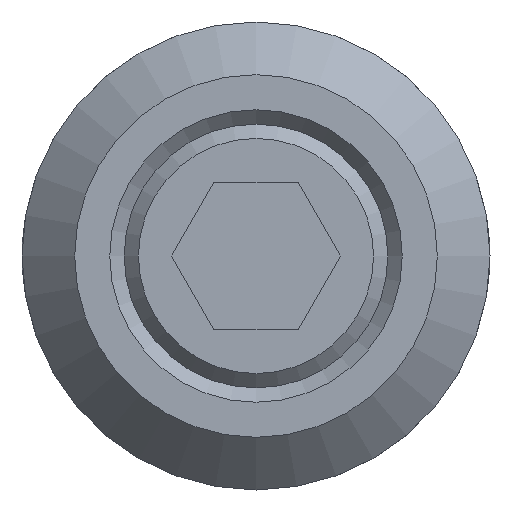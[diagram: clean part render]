
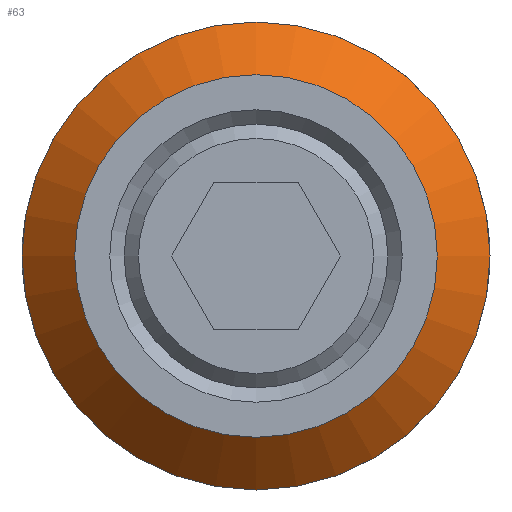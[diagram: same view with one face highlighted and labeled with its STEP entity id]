
A CAD part, left-side view. The second image highlights one B-rep face of the part: STEP entity #63.
In plain terms, the highlighted conical face has half-angle 45 degrees and reference radius 4 mm.
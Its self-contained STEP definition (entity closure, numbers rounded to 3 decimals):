
#63 = ADVANCED_FACE( '', ( #151, #152 ), #153, .T. );
#151 = FACE_BOUND( '', #272, .T. );
#152 = FACE_OUTER_BOUND( '', #273, .T. );
#153 = CONICAL_SURFACE( '', #274, 4., 0.785 );
#272 = EDGE_LOOP( '', ( #401 ) );
#273 = EDGE_LOOP( '', ( #402 ) );
#274 = AXIS2_PLACEMENT_3D( '', #403, #404, #405 );
#401 = ORIENTED_EDGE( '', *, *, #647, .T. );
#402 = ORIENTED_EDGE( '', *, *, #648, .F. );
#403 = CARTESIAN_POINT( '', ( 10.9, 0., 0. ) );
#404 = DIRECTION( '', ( 1., 0., 0. ) );
#405 = DIRECTION( '', ( 0., 0., -1. ) );
#647 = EDGE_CURVE( '', #755, #755, #756, .T. );
#648 = EDGE_CURVE( '', #757, #757, #758, .T. );
#755 = VERTEX_POINT( '', #902 );
#756 = CIRCLE( '', #903, 3.1 );
#757 = VERTEX_POINT( '', #904 );
#758 = CIRCLE( '', #905, 4. );
#902 = CARTESIAN_POINT( '', ( 10., 0., -3.1 ) );
#903 = AXIS2_PLACEMENT_3D( '', #1072, #1073, #1074 );
#904 = CARTESIAN_POINT( '', ( 10.9, 0., -4. ) );
#905 = AXIS2_PLACEMENT_3D( '', #1075, #1076, #1077 );
#1072 = CARTESIAN_POINT( '', ( 10., 0., 0. ) );
#1073 = DIRECTION( '', ( 1., 0., 0. ) );
#1074 = DIRECTION( '', ( 0., 0., -1. ) );
#1075 = CARTESIAN_POINT( '', ( 10.9, 0., 0. ) );
#1076 = DIRECTION( '', ( 1., 0., 0. ) );
#1077 = DIRECTION( '', ( 0., 0., -1. ) );
